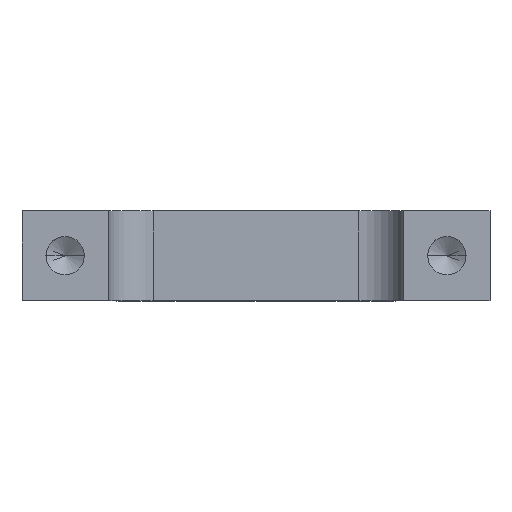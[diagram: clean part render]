
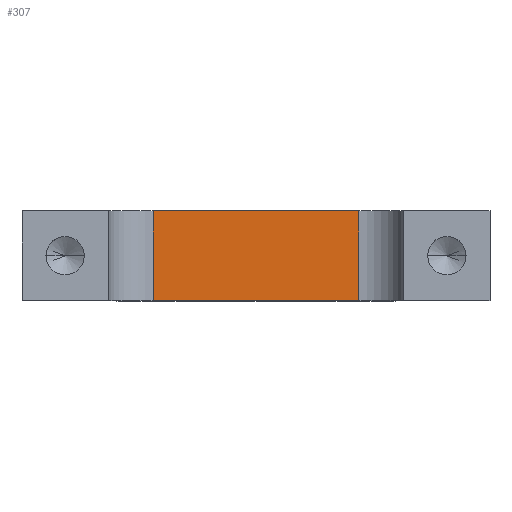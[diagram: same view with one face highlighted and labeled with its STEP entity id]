
A CAD part, top view. The second image highlights one B-rep face of the part: STEP entity #307.
In plain terms, the highlighted planar face has unit normal (0, 0, 1).
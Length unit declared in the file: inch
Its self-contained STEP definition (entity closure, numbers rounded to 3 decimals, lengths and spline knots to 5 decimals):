
#7 = CARTESIAN_POINT ( 'NONE',  ( 0.2856, 0., 0.55 ) ) ;
#19 = CARTESIAN_POINT ( 'NONE',  ( -0.2856, 0., 0.55 ) ) ;
#100 = DIRECTION ( 'NONE',  ( 0., 1., 0. ) ) ;
#118 = AXIS2_PLACEMENT_3D ( 'NONE', #1071, #935, #931 ) ;
#160 = CARTESIAN_POINT ( 'NONE',  ( 0.2856, 0.25, 0.55 ) ) ;
#307 = ADVANCED_FACE ( 'NONE', ( #859 ), #952, .F. ) ;
#418 = CARTESIAN_POINT ( 'NONE',  ( -0.2856, 0., 0.55 ) ) ;
#565 = EDGE_CURVE ( 'NONE', #1322, #1325, #1333, .T. ) ;
#580 = DIRECTION ( 'NONE',  ( 1., 0., 0. ) ) ;
#636 = CARTESIAN_POINT ( 'NONE',  ( -0.4106, 0., 0.55 ) ) ;
#665 = ORIENTED_EDGE ( 'NONE', *, *, #1156, .F. ) ;
#726 = ORIENTED_EDGE ( 'NONE', *, *, #1732, .T. ) ;
#766 = CARTESIAN_POINT ( 'NONE',  ( -0.2856, 0.25, 0.55 ) ) ;
#806 = ORIENTED_EDGE ( 'NONE', *, *, #565, .T. ) ;
#812 = VECTOR ( 'NONE', #580, 39.37008 ) ;
#815 = DIRECTION ( 'NONE',  ( 1., 0., 0. ) ) ;
#839 = CARTESIAN_POINT ( 'NONE',  ( -0.4106, 0.25, 0.55 ) ) ;
#859 = FACE_OUTER_BOUND ( 'NONE', #1136, .T. ) ;
#860 = LINE ( 'NONE', #636, #812 ) ;
#931 = DIRECTION ( 'NONE',  ( -1., 0., 0. ) ) ;
#935 = DIRECTION ( 'NONE',  ( 0., 0., -1. ) ) ;
#952 = PLANE ( 'NONE',  #118 ) ;
#1071 = CARTESIAN_POINT ( 'NONE',  ( -0.4106, 0.25, 0.55 ) ) ;
#1136 = EDGE_LOOP ( 'NONE', ( #726, #806, #665, #1620 ) ) ;
#1156 = EDGE_CURVE ( 'NONE', #1702, #1325, #1210, .T. ) ;
#1170 = VECTOR ( 'NONE', #815, 39.37008 ) ;
#1191 = DIRECTION ( 'NONE',  ( 0., -1., 0. ) ) ;
#1210 = LINE ( 'NONE', #839, #1170 ) ;
#1249 = VERTEX_POINT ( 'NONE', #418 ) ;
#1252 = CARTESIAN_POINT ( 'NONE',  ( 0.2856, 0.25, 0.55 ) ) ;
#1314 = VECTOR ( 'NONE', #100, 39.37008 ) ;
#1322 = VERTEX_POINT ( 'NONE', #7 ) ;
#1325 = VERTEX_POINT ( 'NONE', #1252 ) ;
#1333 = LINE ( 'NONE', #160, #1314 ) ;
#1436 = VECTOR ( 'NONE', #1191, 39.37008 ) ;
#1492 = LINE ( 'NONE', #19, #1436 ) ;
#1620 = ORIENTED_EDGE ( 'NONE', *, *, #1641, .T. ) ;
#1641 = EDGE_CURVE ( 'NONE', #1702, #1249, #1492, .T. ) ;
#1702 = VERTEX_POINT ( 'NONE', #766 ) ;
#1732 = EDGE_CURVE ( 'NONE', #1249, #1322, #860, .T. ) ;
